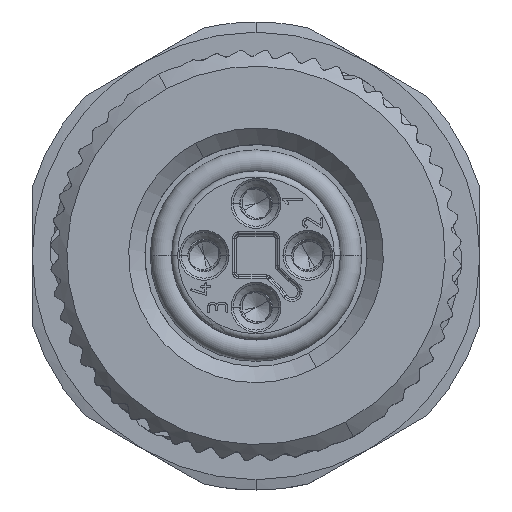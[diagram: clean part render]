
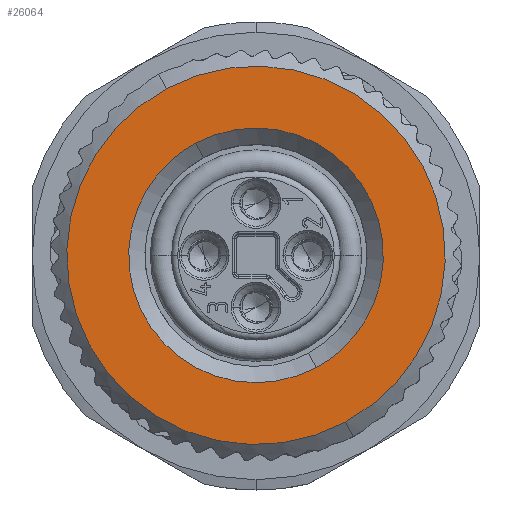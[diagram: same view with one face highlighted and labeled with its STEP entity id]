
A CAD part, top view. The second image highlights one B-rep face of the part: STEP entity #26064.
In plain terms, the highlighted planar face has unit normal (0, 0, 1).
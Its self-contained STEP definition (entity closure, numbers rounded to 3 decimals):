
#21562=AXIS2_PLACEMENT_3D('Circle Axis2P3D',#21560,#21561,$) ;
#22534=AXIS2_PLACEMENT_3D('Circle Axis2P3D',#22532,#22533,$) ;
#25998=AXIS2_PLACEMENT_3D('Plane Axis2P3D',#25995,#25996,#25997) ;
#20703=CARTESIAN_POINT('Vertex',(15.404,3.309,26.15)) ;
#21557=CARTESIAN_POINT('Vertex',(6.596,19.691,26.15)) ;
#21560=CARTESIAN_POINT('Axis2P3D Location',(11.,11.5,26.15)) ;
#22532=CARTESIAN_POINT('Axis2P3D Location',(11.,11.5,26.15)) ;
#25995=CARTESIAN_POINT('Axis2P3D Location',(11.,11.5,26.15)) ;
#26005=CARTESIAN_POINT('Control Point',(13.963,5.988,26.15)) ;
#26006=CARTESIAN_POINT('Control Point',(13.424,5.697,26.15)) ;
#26007=CARTESIAN_POINT('Control Point',(12.849,5.473,26.15)) ;
#26008=CARTESIAN_POINT('Control Point',(12.248,5.321,26.15)) ;
#26009=CARTESIAN_POINT('Control Point',(11.023,5.167,26.15)) ;
#26010=CARTESIAN_POINT('Control Point',(9.797,5.312,26.15)) ;
#26011=CARTESIAN_POINT('Control Point',(9.196,5.46,26.15)) ;
#26012=CARTESIAN_POINT('Control Point',(8.042,5.899,26.15)) ;
#26013=CARTESIAN_POINT('Control Point',(7.029,6.604,26.15)) ;
#26014=CARTESIAN_POINT('Control Point',(6.568,7.017,26.15)) ;
#26015=CARTESIAN_POINT('Control Point',(5.756,7.948,26.15)) ;
#26016=CARTESIAN_POINT('Control Point',(5.193,9.047,26.15)) ;
#26017=CARTESIAN_POINT('Control Point',(4.981,9.628,26.15)) ;
#26018=CARTESIAN_POINT('Control Point',(4.702,10.831,26.15)) ;
#26019=CARTESIAN_POINT('Control Point',(4.722,12.066,26.15)) ;
#26020=CARTESIAN_POINT('Control Point',(4.807,12.679,26.15)) ;
#26021=CARTESIAN_POINT('Control Point',(5.127,13.871,26.15)) ;
#26022=CARTESIAN_POINT('Control Point',(5.725,14.952,26.15)) ;
#26023=CARTESIAN_POINT('Control Point',(6.089,15.452,26.15)) ;
#26024=CARTESIAN_POINT('Control Point',(6.686,16.091,26.15)) ;
#26025=CARTESIAN_POINT('Control Point',(7.38,16.615,26.15)) ;
#26026=CARTESIAN_POINT('Control Point',(7.593,16.759,26.15)) ;
#26027=CARTESIAN_POINT('Control Point',(7.812,16.891,26.15)) ;
#26028=CARTESIAN_POINT('Control Point',(8.037,17.012,26.15)) ;
#26029=CARTESIAN_POINT('Vertex',(13.963,5.988,26.15)) ;
#26031=CARTESIAN_POINT('Vertex',(8.037,17.012,26.15)) ;
#26035=CARTESIAN_POINT('Control Point',(8.037,17.012,26.15)) ;
#26036=CARTESIAN_POINT('Control Point',(8.576,17.303,26.15)) ;
#26037=CARTESIAN_POINT('Control Point',(9.151,17.527,26.15)) ;
#26038=CARTESIAN_POINT('Control Point',(9.752,17.679,26.15)) ;
#26039=CARTESIAN_POINT('Control Point',(10.977,17.833,26.15)) ;
#26040=CARTESIAN_POINT('Control Point',(12.203,17.688,26.15)) ;
#26041=CARTESIAN_POINT('Control Point',(12.804,17.54,26.15)) ;
#26042=CARTESIAN_POINT('Control Point',(13.958,17.101,26.15)) ;
#26043=CARTESIAN_POINT('Control Point',(14.971,16.396,26.15)) ;
#26044=CARTESIAN_POINT('Control Point',(15.432,15.983,26.15)) ;
#26045=CARTESIAN_POINT('Control Point',(16.244,15.052,26.15)) ;
#26046=CARTESIAN_POINT('Control Point',(16.807,13.953,26.15)) ;
#26047=CARTESIAN_POINT('Control Point',(17.019,13.372,26.15)) ;
#26048=CARTESIAN_POINT('Control Point',(17.298,12.169,26.15)) ;
#26049=CARTESIAN_POINT('Control Point',(17.278,10.934,26.15)) ;
#26050=CARTESIAN_POINT('Control Point',(17.193,10.321,26.15)) ;
#26051=CARTESIAN_POINT('Control Point',(16.873,9.129,26.15)) ;
#26052=CARTESIAN_POINT('Control Point',(16.275,8.048,26.15)) ;
#26053=CARTESIAN_POINT('Control Point',(15.911,7.548,26.15)) ;
#26054=CARTESIAN_POINT('Control Point',(15.314,6.909,26.15)) ;
#26055=CARTESIAN_POINT('Control Point',(14.62,6.385,26.15)) ;
#26056=CARTESIAN_POINT('Control Point',(14.407,6.241,26.15)) ;
#26057=CARTESIAN_POINT('Control Point',(14.188,6.109,26.15)) ;
#26058=CARTESIAN_POINT('Control Point',(13.963,5.988,26.15)) ;
#21561=DIRECTION('Axis2P3D Direction',(0.,0.,-1.)) ;
#22533=DIRECTION('Axis2P3D Direction',(0.,0.,-1.)) ;
#25996=DIRECTION('Axis2P3D Direction',(0.,0.,1.)) ;
#25997=DIRECTION('Axis2P3D XDirection',(0.474,-0.881,0.)) ;
#26001=ORIENTED_EDGE('',*,*,#21564,.T.) ;
#26002=ORIENTED_EDGE('',*,*,#22536,.T.) ;
#26061=ORIENTED_EDGE('',*,*,#26033,.T.) ;
#26062=ORIENTED_EDGE('',*,*,#26059,.T.) ;
#26063=FACE_BOUND('',#26060,.T.) ;
#26064=ADVANCED_FACE('Hauptk\X2\00F6\X0\rper',(#26003,#26063),#25999,.T.) ;
#26004=B_SPLINE_CURVE_WITH_KNOTS('',5,(#26005,#26006,#26007,#26008,#26009,#26010,#26011,#26012,#26013,#26014,#26015,#26016,#26017,#26018,#26019,#26020,#26021,#26022,#26023,#26024,#26025,#26026,#26027,#26028),.UNSPECIFIED.,.F.,.U.,(6,3,3,3,3,3,3,6),(0.,4.333,8.666,12.999,17.332,21.665,25.998,27.804),.UNSPECIFIED.) ;
#26034=B_SPLINE_CURVE_WITH_KNOTS('',5,(#26035,#26036,#26037,#26038,#26039,#26040,#26041,#26042,#26043,#26044,#26045,#26046,#26047,#26048,#26049,#26050,#26051,#26052,#26053,#26054,#26055,#26056,#26057,#26058),.UNSPECIFIED.,.F.,.U.,(6,3,3,3,3,3,3,6),(0.,4.333,8.666,12.999,17.332,21.665,25.998,27.804),.UNSPECIFIED.) ;
#21563=CIRCLE('generated circle',#21562,9.3) ;
#22535=CIRCLE('generated circle',#22534,9.3) ;
#21564=EDGE_CURVE('',#20704,#21558,#21563,.F.) ;
#22536=EDGE_CURVE('',#21558,#20704,#22535,.F.) ;
#26033=EDGE_CURVE('',#26030,#26032,#26004,.T.) ;
#26059=EDGE_CURVE('',#26032,#26030,#26034,.T.) ;
#26000=EDGE_LOOP('',(#26001,#26002)) ;
#26060=EDGE_LOOP('',(#26061,#26062)) ;
#26003=FACE_OUTER_BOUND('',#26000,.T.) ;
#25999=PLANE('',#25998) ;
#20704=VERTEX_POINT('',#20703) ;
#21558=VERTEX_POINT('',#21557) ;
#26030=VERTEX_POINT('',#26029) ;
#26032=VERTEX_POINT('',#26031) ;
